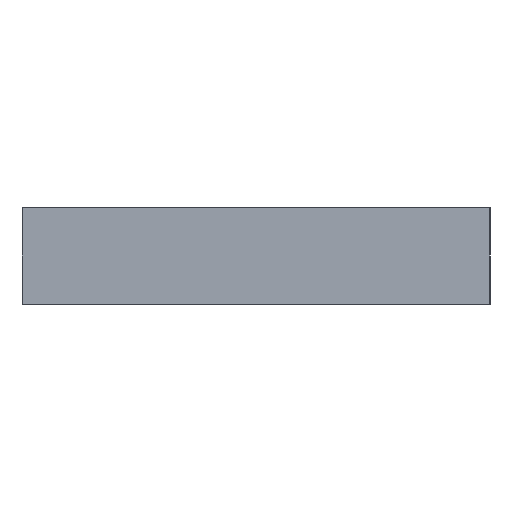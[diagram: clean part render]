
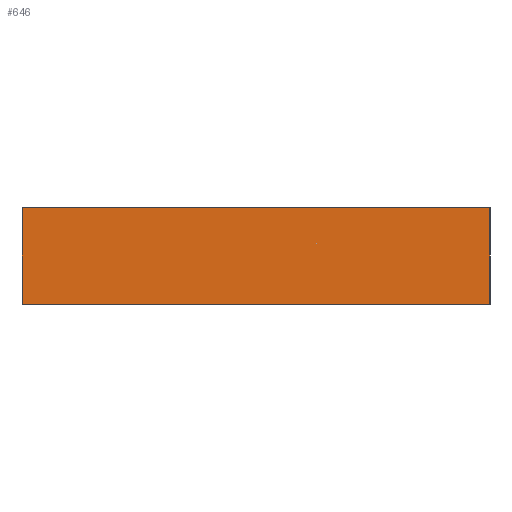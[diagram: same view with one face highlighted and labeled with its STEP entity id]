
A CAD part, left-side view. The second image highlights one B-rep face of the part: STEP entity #646.
In plain terms, the highlighted planar face has unit normal (-1, 0, 0).
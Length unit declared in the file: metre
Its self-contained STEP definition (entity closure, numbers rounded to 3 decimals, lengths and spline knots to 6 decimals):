
#36=ORIENTED_EDGE('',*,*,#228,.F.);
#37=ORIENTED_EDGE('',*,*,#229,.F.);
#38=ORIENTED_EDGE('',*,*,#230,.T.);
#39=ORIENTED_EDGE('',*,*,#231,.T.);
#228=EDGE_CURVE('',#324,#325,#388,.T.);
#229=EDGE_CURVE('',#326,#324,#389,.T.);
#230=EDGE_CURVE('',#326,#327,#390,.T.);
#231=EDGE_CURVE('',#327,#325,#391,.T.);
#324=VERTEX_POINT('',#928);
#325=VERTEX_POINT('',#929);
#326=VERTEX_POINT('',#931);
#327=VERTEX_POINT('',#933);
#388=LINE('',#927,#468);
#389=LINE('',#930,#469);
#390=LINE('',#932,#470);
#391=LINE('',#934,#471);
#468=VECTOR('',#747,1.);
#469=VECTOR('',#748,1.);
#470=VECTOR('',#749,1.);
#471=VECTOR('',#750,1.);
#548=EDGE_LOOP('',(#36,#37,#38,#39));
#584=FACE_BOUND('',#548,.T.);
#620=PLANE('',#693);
#646=ADVANCED_FACE('',(#584),#620,.T.);
#693=AXIS2_PLACEMENT_3D('',#926,#745,#746);
#745=DIRECTION('',(-1.,0.,0.));
#746=DIRECTION('',(0.,-1.,0.));
#747=DIRECTION('',(0.,1.,0.));
#748=DIRECTION('',(0.,0.,-1.));
#749=DIRECTION('',(0.,1.,0.));
#750=DIRECTION('',(0.,0.,-1.));
#926=CARTESIAN_POINT('',(-0.064722,-0.007918,0.025));
#927=CARTESIAN_POINT('',(-0.064722,-0.007918,0.));
#928=CARTESIAN_POINT('',(-0.064722,-0.068418,0.));
#929=CARTESIAN_POINT('',(-0.064722,0.052582,0.));
#930=CARTESIAN_POINT('',(-0.064722,-0.068418,0.025));
#931=CARTESIAN_POINT('',(-0.064722,-0.068418,0.025));
#932=CARTESIAN_POINT('',(-0.064722,-0.007918,0.025));
#933=CARTESIAN_POINT('',(-0.064722,0.052582,0.025));
#934=CARTESIAN_POINT('',(-0.064722,0.052582,0.025));
